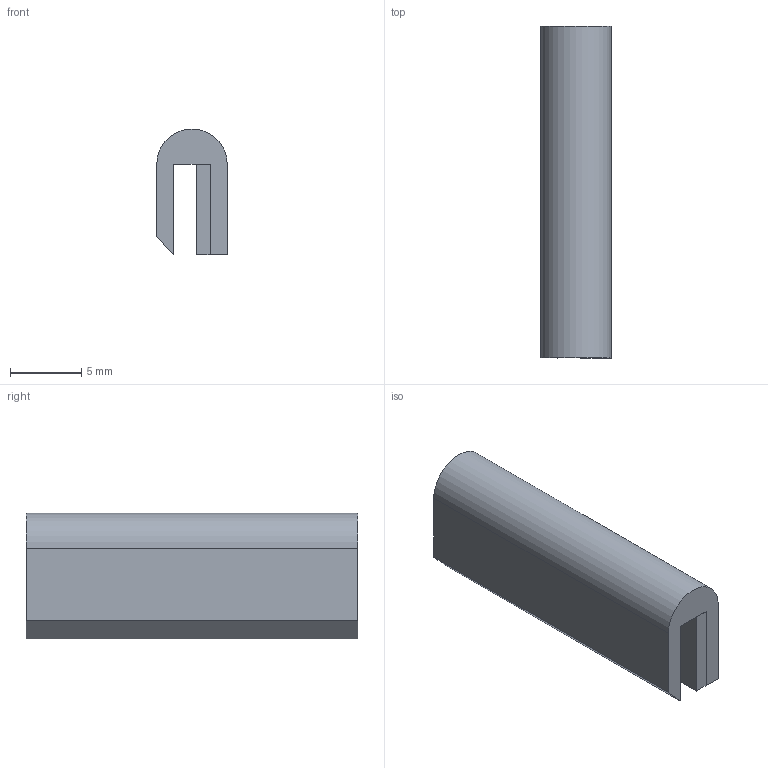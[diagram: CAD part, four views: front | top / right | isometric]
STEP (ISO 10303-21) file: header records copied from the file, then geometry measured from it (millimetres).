
FILE_DESCRIPTION(/* description */ (''),/* implementation_level */ '2;1');
FILE_NAME(/* name */ 'Triple-Bearing Pulley Webbing Guard.step',/* time_stamp */ '2023-09-19T19:26:59-04:00',/* author */ (''),/* organization */ (''),/* preprocessor_version */ 'ST-DEVELOPER v20',/* originating_system */ 'Autodesk Translation Framework v12.9.0.99',/* authorisation */ '');
FILE_SCHEMA (('AUTOMOTIVE_DESIGN { 1 0 10303 214 3 1 1 }'));
Length unit declared in the file: inch
Products named in the file (1): Triple-Bearing Pulley Webbing Guard
Bounding box: 4.94 x 23.24 x 8.82 mm (x, y, z)
Volume: 700.6 mm3; surface area: 1268.8 mm2
Topology: 2 solids, 2 shells, 17 faces, 39 edges, 26 vertices
Faces by surface type: plane 16, cylinder 1
Entity records: 509 total; most frequent: CARTESIAN_POINT 83, ORIENTED_EDGE 78, DIRECTION 77, EDGE_CURVE 39, LINE 37, VECTOR 37, VERTEX_POINT 26, AXIS2_PLACEMENT_3D 20
